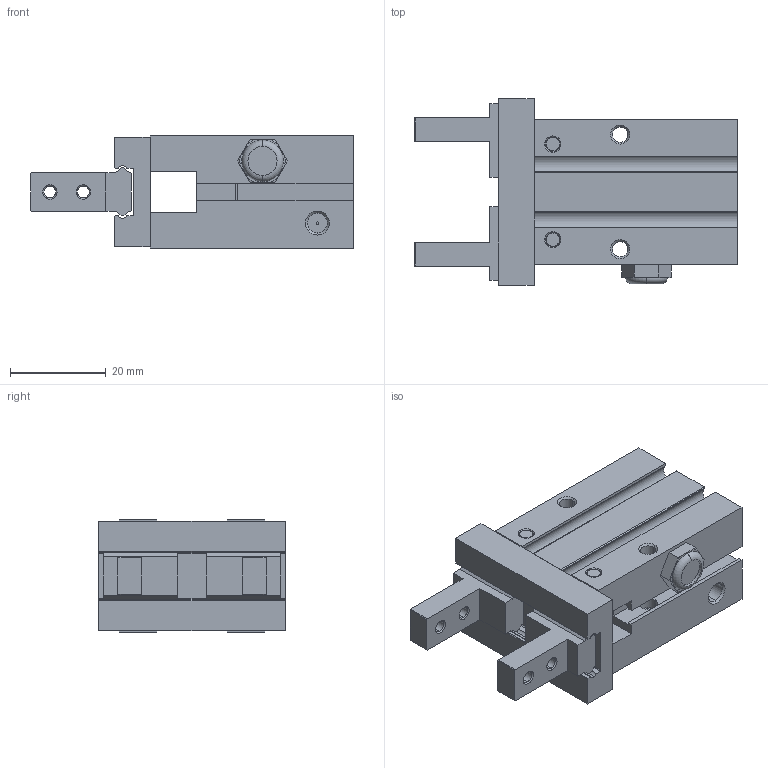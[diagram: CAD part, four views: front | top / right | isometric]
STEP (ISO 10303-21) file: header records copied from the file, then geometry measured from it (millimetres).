
FILE_DESCRIPTION (( 'STEP AP203' ), '1' );
FILE_NAME ('KP16MSC-M.step', '2017-07-18T20:18:50', ( '' ), ( '' ), 'SwSTEP 2.0', 'SolidWorks 2017', '' );
FILE_SCHEMA (( 'CONFIG_CONTROL_DESIGN' ));
Length unit declared in the file: millimetre
Products named in the file (4): KP16MSC-M-1; KP16MSC-M-2; KP16MSC-M-3; KP16MSC-M
Assembly tree (3 placements, depth 2):
  KP16MSC-M
    KP16MSC-M-1
    KP16MSC-M-2
    KP16MSC-M-3
Bounding box: 67.5 x 39 x 23.5 mm (x, y, z)
Volume: 30424.5 mm3; surface area: 13537.9 mm2
Topology: 3 solids, 4 shells, 263 faces, 662 edges, 420 vertices
Faces by surface type: plane 125, cylinder 68, cone 68, torus 2
Entity records: 8428 total; most frequent: CARTESIAN_POINT 1729, ORIENTED_EDGE 1324, DIRECTION 1300, EDGE_CURVE 662, AXIS2_PLACEMENT_3D 491, VERTEX_POINT 420, LINE 318, VECTOR 318
